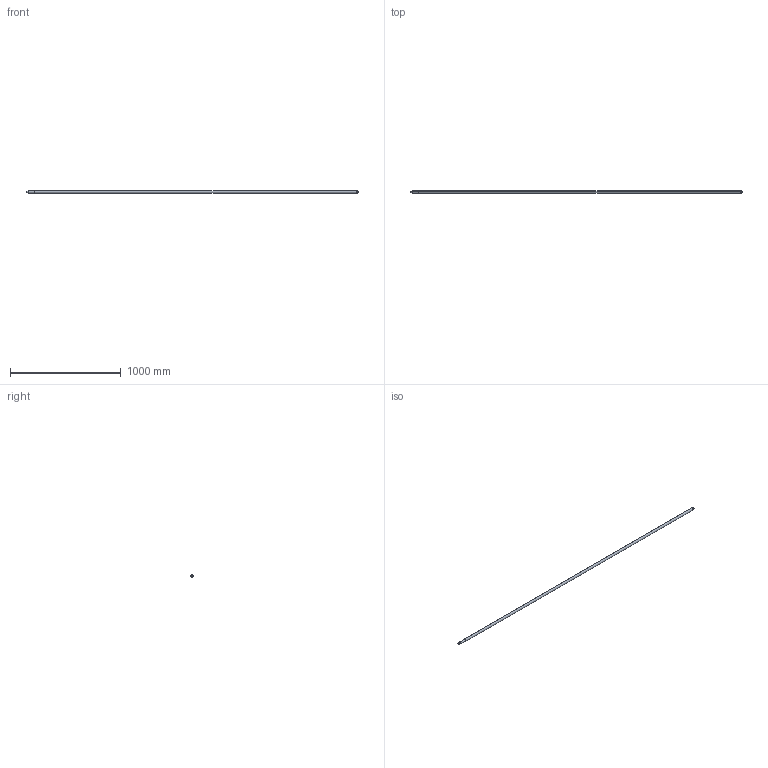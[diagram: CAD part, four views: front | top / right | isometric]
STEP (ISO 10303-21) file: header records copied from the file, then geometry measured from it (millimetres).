
FILE_DESCRIPTION (( 'STEP AP214' ), '1' );
FILE_NAME ('Z55 Âèíò ØÂÏ SFU2510 - òîêàðíàÿ îáðàáîòêà BK, BF, FK, FF, EK, EF-20.STEP', '2026-03-12T14:09:04', ( '' ), ( '' ), 'SwSTEP 2.0', 'SolidWorks 2026', '' );
FILE_SCHEMA (( 'AUTOMOTIVE_DESIGN' ));
Length unit declared in the file: millimetre
Products named in the file (1): Z55 Винт ШВП SFU2510 - токарная обработка BK, BF, FK, FF, EK, EF-20
Bounding box: 3000 x 25 x 25 mm (x, y, z)
Volume: 1453599.1 mm3; surface area: 234848.1 mm2
Topology: 1 solids, 1 shells, 25 faces, 48 edges, 30 vertices
Faces by surface type: cylinder 12, plane 7, cone 6
Entity records: 667 total; most frequent: DIRECTION 130, CARTESIAN_POINT 104, ORIENTED_EDGE 96, AXIS2_PLACEMENT_3D 56, EDGE_CURVE 48, VERTEX_POINT 30, CIRCLE 30, EDGE_LOOP 30
